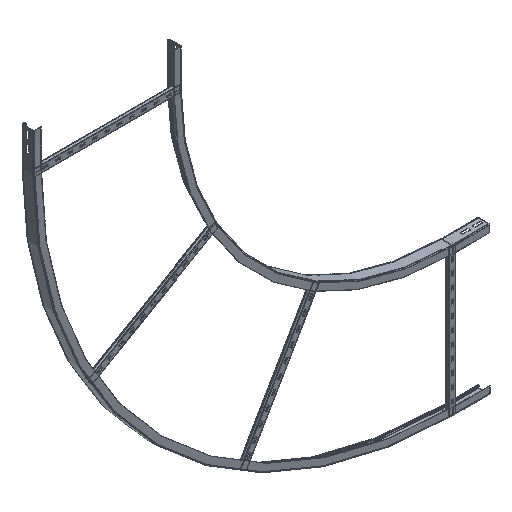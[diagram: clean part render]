
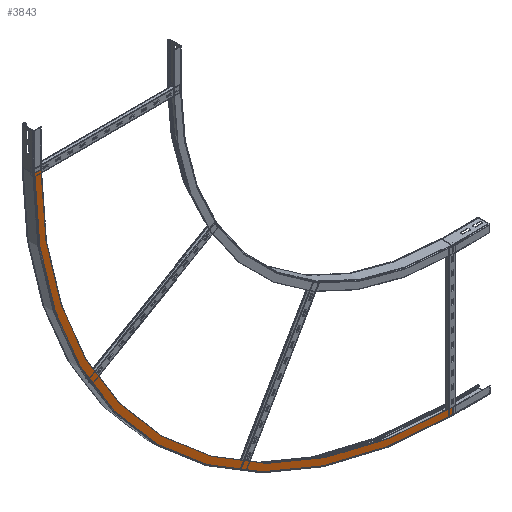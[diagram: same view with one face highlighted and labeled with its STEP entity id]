
A CAD part, isometric view. The second image highlights one B-rep face of the part: STEP entity #3843.
In plain terms, the highlighted planar face has unit normal (0, -1, 0).
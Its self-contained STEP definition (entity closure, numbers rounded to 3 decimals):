
#167=CIRCLE('',#4212,1696.);
#169=CIRCLE('',#4215,1669.);
#353=FACE_OUTER_BOUND('',#591,.T.);
#591=EDGE_LOOP('',(#3017,#3018,#3019,#3020));
#914=LINE('',#5947,#1358);
#942=LINE('',#6048,#1386);
#1358=VECTOR('',#4842,10.);
#1386=VECTOR('',#4960,10.);
#1757=VERTEX_POINT('',#5940);
#1759=VERTEX_POINT('',#5946);
#1786=VERTEX_POINT('',#6042);
#1787=VERTEX_POINT('',#6046);
#2172=EDGE_CURVE('',#1757,#1759,#914,.T.);
#2220=EDGE_CURVE('',#1786,#1757,#167,.T.);
#2222=EDGE_CURVE('',#1787,#1759,#169,.T.);
#2223=EDGE_CURVE('',#1787,#1786,#942,.T.);
#3017=ORIENTED_EDGE('',*,*,#2172,.T.);
#3018=ORIENTED_EDGE('',*,*,#2222,.F.);
#3019=ORIENTED_EDGE('',*,*,#2223,.T.);
#3020=ORIENTED_EDGE('',*,*,#2220,.T.);
#3632=PLANE('',#4214);
#3843=ADVANCED_FACE('',(#353),#3632,.T.);
#4212=AXIS2_PLACEMENT_3D('',#6043,#4952,#4953);
#4214=AXIS2_PLACEMENT_3D('',#6045,#4956,#4957);
#4215=AXIS2_PLACEMENT_3D('',#6047,#4958,#4959);
#4842=DIRECTION('',(0.,0.,1.));
#4952=DIRECTION('center_axis',(0.,-1.,0.));
#4953=DIRECTION('ref_axis',(-1.,0.,0.));
#4956=DIRECTION('center_axis',(0.,-1.,0.));
#4957=DIRECTION('ref_axis',(0.,0.,-1.));
#4958=DIRECTION('center_axis',(0.,-1.,0.));
#4959=DIRECTION('ref_axis',(-1.,0.,0.));
#4960=DIRECTION('',(-1.,0.,0.));
#5940=CARTESIAN_POINT('',(1669.,0.,-1696.));
#5946=CARTESIAN_POINT('',(1669.,0.,-1669.));
#5947=CARTESIAN_POINT('',(1669.,0.,-1696.));
#6042=CARTESIAN_POINT('',(-27.,0.,0.));
#6043=CARTESIAN_POINT('Origin',(1669.,0.,0.));
#6045=CARTESIAN_POINT('Origin',(1669.,0.,-1696.));
#6046=CARTESIAN_POINT('',(0.,0.,0.));
#6047=CARTESIAN_POINT('Origin',(1669.,0.,0.));
#6048=CARTESIAN_POINT('',(-86.572,0.,0.));
